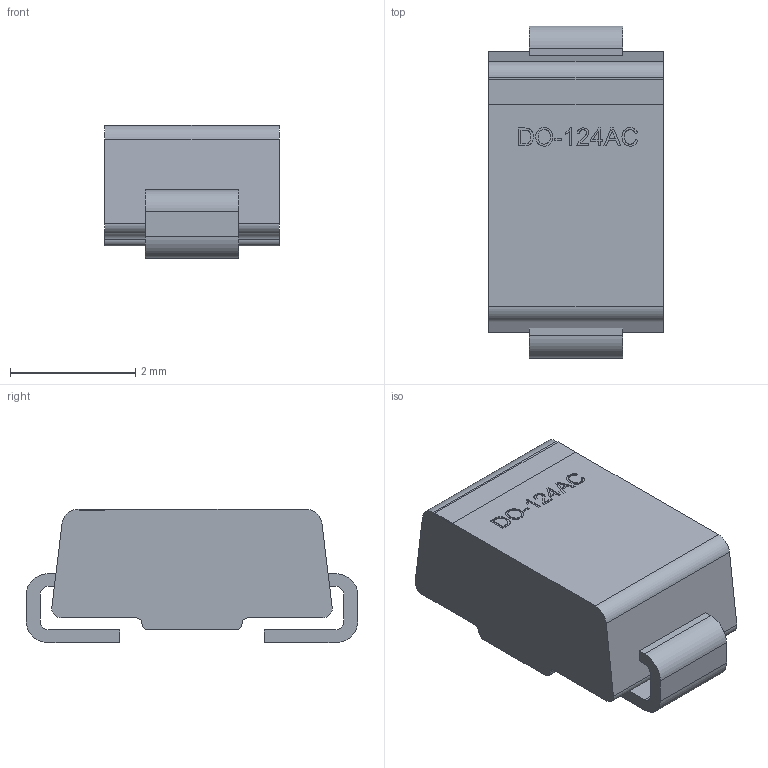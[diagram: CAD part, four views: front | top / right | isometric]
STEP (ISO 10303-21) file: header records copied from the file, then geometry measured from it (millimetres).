
FILE_DESCRIPTION(/* description */ (''),/* implementation_level */ '2;1');
FILE_NAME(/* name */ 'DO-214 Diode v9.step',/* time_stamp */ '2021-08-10T05:11:50+06:00',/* author */ (''),/* organization */ (''),/* preprocessor_version */ 'ST-DEVELOPER v18.1',/* originating_system */ 'Autodesk Translation Framework v10.9.0.1377',/* authorisation */ '');
FILE_SCHEMA (('AUTOMOTIVE_DESIGN { 1 0 10303 214 3 1 1 }'));
Length unit declared in the file: millimetre
Products named in the file (4): (Unsaved); Case; Legs; Silkscreening
Assembly tree (3 placements, depth 2):
  (Unsaved)
    Case
    Legs
    Silkscreening
Bounding box: 2.79 x 5.31 x 2.13 mm (x, y, z)
Volume: 23.2 mm3; surface area: 69.6 mm2
Topology: 4 solids, 4 shells, 194 faces, 522 edges, 348 vertices
Faces by surface type: plane 98, bspline 80, cylinder 16
Entity records: 6926 total; most frequent: CARTESIAN_POINT 2432, ORIENTED_EDGE 1044, DIRECTION 638, EDGE_CURVE 522, VERTEX_POINT 348, LINE 330, VECTOR 330, EDGE_LOOP 206
